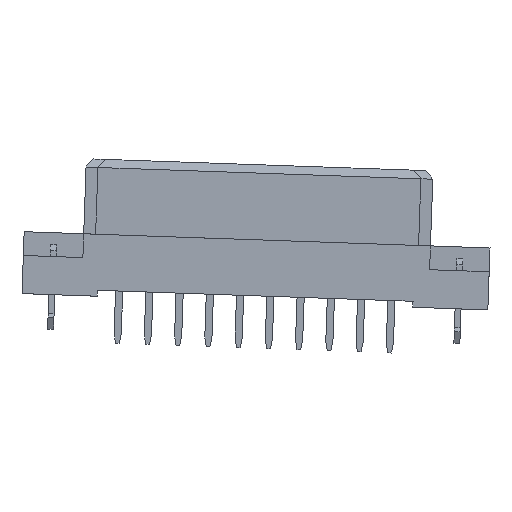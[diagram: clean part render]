
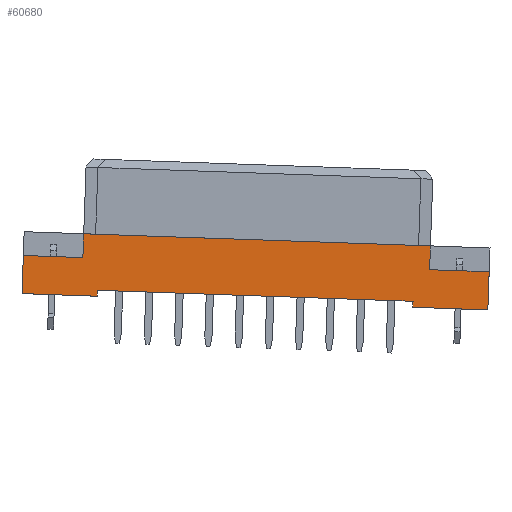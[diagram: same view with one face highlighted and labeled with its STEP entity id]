
A CAD part, front view. The second image highlights one B-rep face of the part: STEP entity #60680.
In plain terms, the highlighted planar face has unit normal (0, -1, 0).
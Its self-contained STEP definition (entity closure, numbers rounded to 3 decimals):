
#1720=CARTESIAN_POINT('',(-39.517,-4.4,-6.334));
#1730=VERTEX_POINT('',#1720);
#1760=CARTESIAN_POINT('',(-39.534,-4.4,-6.834));
#1770=DIRECTION('',(0.035,0.,0.999));
#1780=VECTOR('',#1770,1.);
#1790=LINE('',#1760,#1780);
#1800=CARTESIAN_POINT('',(-39.534,-4.4,-6.834));
#1810=VERTEX_POINT('',#1800);
#1820=EDGE_CURVE('',#1810,#1730,#1790,.T.);
#6690=CARTESIAN_POINT('',(-37.636,-4.4,-6.9));
#6700=DIRECTION('',(0.999,0.,-0.035));
#6710=VECTOR('',#6700,1.);
#6720=LINE('',#6690,#6710);
#6730=CARTESIAN_POINT('',(-33.238,-4.4,-7.053));
#6740=VERTEX_POINT('',#6730);
#6750=EDGE_CURVE('',#1810,#6740,#6720,.T.);
#7630=CARTESIAN_POINT('',(-38.235,-4.4,-6.879));
#7640=DIRECTION('',(0.035,0.,0.999));
#7650=VECTOR('',#7640,1.);
#7660=LINE('',#7630,#7650);
#7670=CARTESIAN_POINT('',(-38.124,-4.4,-3.681));
#7680=VERTEX_POINT('',#7670);
#7690=CARTESIAN_POINT('',(-38.054,-4.4,-1.682));
#7700=VERTEX_POINT('',#7690);
#7710=EDGE_CURVE('',#7680,#7700,#7660,.T.);
#12710=CARTESIAN_POINT('',(-33.127,-4.4,-3.855));
#12720=VERTEX_POINT('',#12710);
#12750=CARTESIAN_POINT('',(-37.524,-4.4,-3.702));
#12760=DIRECTION('',(-0.999,0.,0.035));
#12770=VECTOR('',#12760,1.);
#12780=LINE('',#12750,#12770);
#12790=EDGE_CURVE('',#12720,#7680,#12780,.T.);
#22790=CARTESIAN_POINT('',(-33.238,-4.4,-7.053));
#22800=DIRECTION('',(-0.035,0.,-0.999));
#22810=VECTOR('',#22800,1.);
#22820=LINE('',#22790,#22810);
#22830=EDGE_CURVE('',#12720,#6740,#22820,.T.);
#60020=CARTESIAN_POINT('',(-58.371,-4.4,-4.675));
#60030=DIRECTION('',(0.,-1.,0.));
#60040=DIRECTION('',(0.999,0.,-0.035));
#60050=AXIS2_PLACEMENT_3D('',#60020,#60030,#60040);
#60060=PLANE('',#60050);
#60070=CARTESIAN_POINT('',(-66.038,-4.4,-5.908));
#60080=DIRECTION('',(-0.035,0.,-0.999));
#60090=VECTOR('',#60080,1.);
#60100=LINE('',#60070,#60090);
#60110=CARTESIAN_POINT('',(-66.021,-4.4,-5.408));
#60120=VERTEX_POINT('',#60110);
#60130=CARTESIAN_POINT('',(-66.038,-4.4,-5.908));
#60140=VERTEX_POINT('',#60130);
#60150=EDGE_CURVE('',#60120,#60140,#60100,.T.);
#60160=ORIENTED_EDGE('',*,*,#60150,.F.);
#60170=CARTESIAN_POINT('',(-7.174,-4.4,-7.964));
#60180=DIRECTION('',(0.999,0.,-0.035));
#60190=VECTOR('',#60180,1.);
#60200=LINE('',#60170,#60190);
#60210=CARTESIAN_POINT('',(-72.334,-4.4,-5.688));
#60220=VERTEX_POINT('',#60210);
#60230=EDGE_CURVE('',#60220,#60140,#60200,.T.);
#60240=ORIENTED_EDGE('',*,*,#60230,.T.);
#60250=CARTESIAN_POINT('',(-72.334,-4.4,-5.688));
#60260=DIRECTION('',(-0.035,0.,-0.999));
#60270=VECTOR('',#60260,1.);
#60280=LINE('',#60250,#60270);
#60290=CARTESIAN_POINT('',(-72.223,-4.4,-2.49));
#60300=VERTEX_POINT('',#60290);
#60310=EDGE_CURVE('',#60300,#60220,#60280,.T.);
#60320=ORIENTED_EDGE('',*,*,#60310,.T.);
#60330=CARTESIAN_POINT('',(-7.062,-4.4,-4.766));
#60340=DIRECTION('',(-0.999,0.,0.035));
#60350=VECTOR('',#60340,1.);
#60360=LINE('',#60330,#60350);
#60370=CARTESIAN_POINT('',(-67.226,-4.4,-2.665));
#60380=VERTEX_POINT('',#60370);
#60390=EDGE_CURVE('',#60380,#60300,#60360,.T.);
#60400=ORIENTED_EDGE('',*,*,#60390,.T.);
#60410=CARTESIAN_POINT('',(-67.338,-4.4,-5.863));
#60420=DIRECTION('',(0.035,0.,0.999));
#60430=VECTOR('',#60420,1.);
#60440=LINE('',#60410,#60430);
#60450=CARTESIAN_POINT('',(-67.156,-4.4,-0.666));
#60460=VERTEX_POINT('',#60450);
#60470=EDGE_CURVE('',#60380,#60460,#60440,.T.);
#60480=ORIENTED_EDGE('',*,*,#60470,.F.);
#60490=CARTESIAN_POINT('',(-47.608,-4.4,-1.349));
#60500=DIRECTION('',(-0.999,0.,0.035));
#60510=VECTOR('',#60500,1.);
#60520=LINE('',#60490,#60510);
#60530=EDGE_CURVE('',#7700,#60460,#60520,.T.);
#60540=ORIENTED_EDGE('',*,*,#60530,.T.);
#60550=ORIENTED_EDGE('',*,*,#7710,.T.);
#60560=ORIENTED_EDGE('',*,*,#12790,.T.);
#60570=ORIENTED_EDGE('',*,*,#22830,.F.);
#60580=ORIENTED_EDGE('',*,*,#6750,.T.);
#60590=ORIENTED_EDGE('',*,*,#1820,.F.);
#60600=CARTESIAN_POINT('',(-47.772,-4.4,-6.046));
#60610=DIRECTION('',(0.999,0.,-0.035));
#60620=VECTOR('',#60610,1.);
#60630=LINE('',#60600,#60620);
#60640=EDGE_CURVE('',#60120,#1730,#60630,.T.);
#60650=ORIENTED_EDGE('',*,*,#60640,.T.);
#60660=EDGE_LOOP('',(#60650,#60590,#60580,#60570,#60560,#60550,#60540,
#60480,#60400,#60320,#60240,#60160));
#60670=FACE_OUTER_BOUND('',#60660,.T.);
#60680=ADVANCED_FACE('',(#60670),#60060,.T.);
